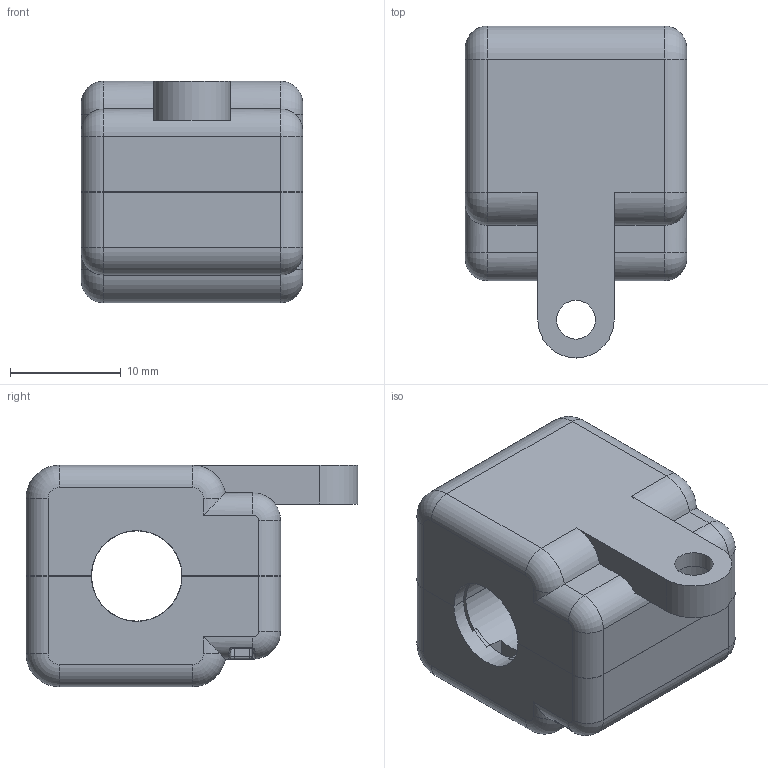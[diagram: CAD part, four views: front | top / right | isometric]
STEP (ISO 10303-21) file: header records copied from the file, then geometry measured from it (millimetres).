
FILE_DESCRIPTION(/* description */ ('Unknown'),/* implementation_level */ '2;1');
FILE_NAME(/* name */ '7427153',/* time_stamp */ '2020-08-21T12:12:07+02:00',/* author */ ('Unknown'),/* organization */ ('Unknown'),/* preprocessor_version */ 'ST-DEVELOPER v16.7',/* originating_system */ 'DEX',/* authorisation */ $);
FILE_SCHEMA (('AUTOMOTIVE_DESIGN {1 0 10303 214 3 1 1}'));
Length unit declared in the file: millimetre
Products named in the file (3): 7427153; 1_0; Ferrit
Assembly tree (3 placements, depth 2):
  7427153
    1_0
    Ferrit  x2
Bounding box: 20 x 29.99 x 20 mm (x, y, z)
Volume: 5581.6 mm3; surface area: 6738 mm2
Topology: 3 solids, 5 shells, 821 faces, 2280 edges, 1505 vertices
Faces by surface type: plane 581, cylinder 157, bspline 51, torus 20, cone 10, sphere 2
Full cylindrical faces by diameter (mm): 0.178 x2, 0.548 x5, 1.5 x4, 3.5 x1, 5.6 x1
Entity records: 26017 total; most frequent: CARTESIAN_POINT 5627, ORIENTED_EDGE 4408, DIRECTION 3902, EDGE_CURVE 2204, LINE 1642, VECTOR 1642, VERTEX_POINT 1464, AXIS2_PLACEMENT_3D 1130
